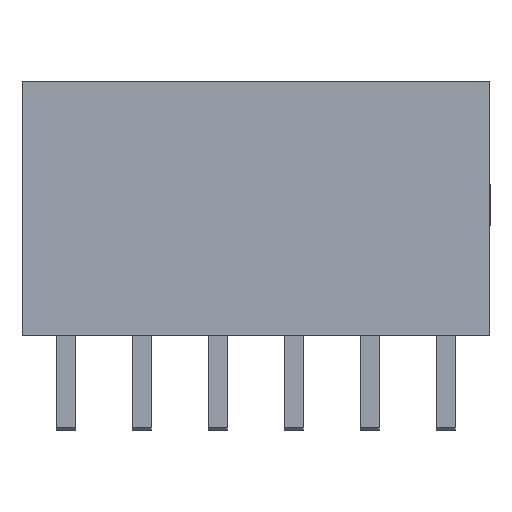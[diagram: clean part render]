
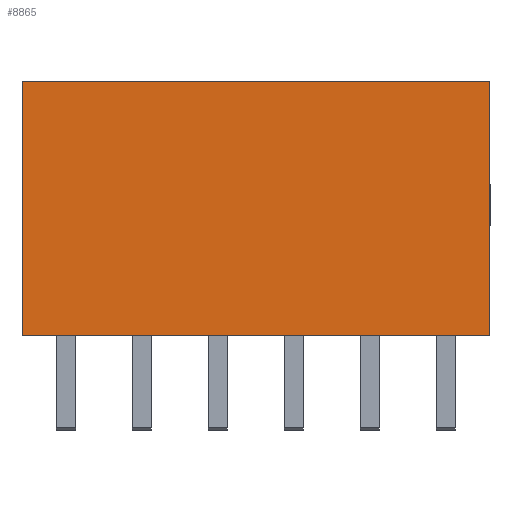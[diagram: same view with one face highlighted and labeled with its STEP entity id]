
A CAD part, front view. The second image highlights one B-rep face of the part: STEP entity #8865.
In plain terms, the highlighted planar face has unit normal (0, -1, 0).
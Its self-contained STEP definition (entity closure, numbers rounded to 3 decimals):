
#492=FACE_OUTER_BOUND('',#1020,.T.);
#1020=EDGE_LOOP('',(#6190,#6191,#6192,#6193));
#1441=LINE('',#11722,#2467);
#1699=LINE('',#12766,#2725);
#1803=LINE('',#12977,#2829);
#1804=LINE('',#12979,#2830);
#2467=VECTOR('',#9771,1.);
#2725=VECTOR('',#10167,1.);
#2829=VECTOR('',#10349,1.);
#2830=VECTOR('',#10352,1.);
#3493=VERTEX_POINT('',#11719);
#3494=VERTEX_POINT('',#11721);
#3807=VERTEX_POINT('',#12764);
#3875=VERTEX_POINT('',#12975);
#4313=EDGE_CURVE('',#3493,#3494,#1441,.T.);
#4661=EDGE_CURVE('',#3807,#3493,#1699,.T.);
#4765=EDGE_CURVE('',#3807,#3875,#1803,.T.);
#4766=EDGE_CURVE('',#3875,#3494,#1804,.T.);
#6190=ORIENTED_EDGE('',*,*,#4766,.T.);
#6191=ORIENTED_EDGE('',*,*,#4313,.F.);
#6192=ORIENTED_EDGE('',*,*,#4661,.F.);
#6193=ORIENTED_EDGE('',*,*,#4765,.T.);
#8148=PLANE('',#9409);
#8865=ADVANCED_FACE('',(#492),#8148,.F.);
#9409=AXIS2_PLACEMENT_3D('',#12978,#10350,#10351);
#9771=DIRECTION('',(0.,0.,-1.));
#10167=DIRECTION('',(1.,0.,0.));
#10349=DIRECTION('',(0.,0.,-1.));
#10350=DIRECTION('center_axis',(0.,1.,0.));
#10351=DIRECTION('ref_axis',(0.,0.,1.));
#10352=DIRECTION('',(1.,0.,0.));
#11719=CARTESIAN_POINT('',(7.82,-2.5,8.4));
#11721=CARTESIAN_POINT('',(7.82,-2.5,-0.1));
#11722=CARTESIAN_POINT('',(7.82,-2.5,8.4));
#12764=CARTESIAN_POINT('',(-7.82,-2.5,8.4));
#12766=CARTESIAN_POINT('',(-7.82,-2.5,8.4));
#12975=CARTESIAN_POINT('',(-7.82,-2.5,-0.1));
#12977=CARTESIAN_POINT('',(-7.82,-2.5,8.4));
#12978=CARTESIAN_POINT('Origin',(-7.82,-2.5,8.4));
#12979=CARTESIAN_POINT('',(-7.82,-2.5,-0.1));
